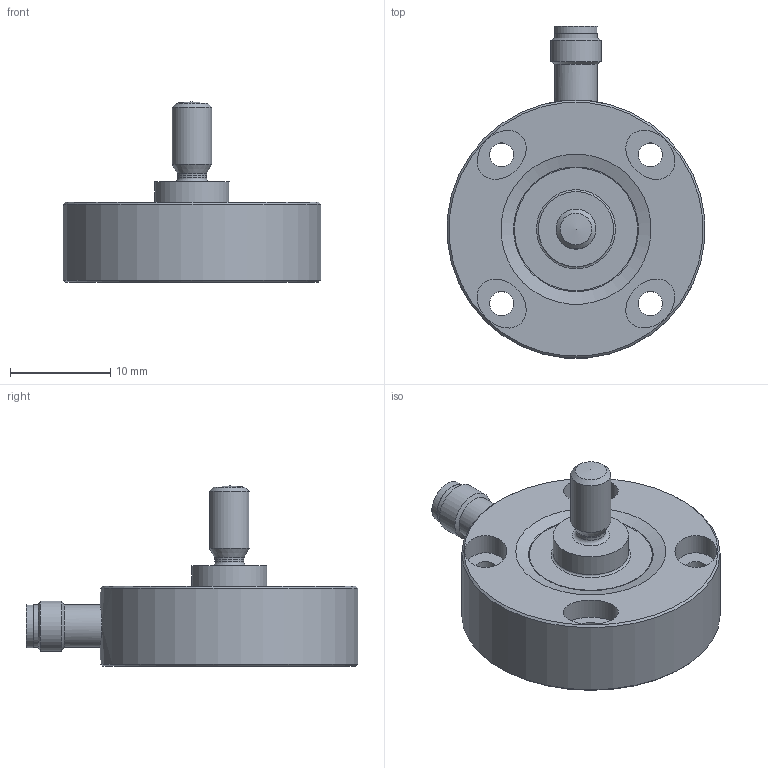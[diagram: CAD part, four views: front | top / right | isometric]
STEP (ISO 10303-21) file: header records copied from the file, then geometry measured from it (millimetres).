
FILE_DESCRIPTION( ( 'Unknown' ), '1' );
FILE_NAME( 'D0001001027-DLM20-SO.xxx.TP3.M4.stp', 'Unknown', ( 'Unknown' ), ( 'Unknown' ), 'PSStep 19.0.9', 'Unknown', ' ' );
FILE_SCHEMA( ( 'AUTOMOTIVE_DESIGN { 1 0 10303 214 1 1 1 1 }' ) );
Length unit declared in the file: millimetre
Products named in the file (1): 11216035
Bounding box: 25.7 x 33.15 x 18 mm (x, y, z)
Volume: 4030 mm3; surface area: 2304.2 mm2
Topology: 1 solids, 2 shells, 66 faces, 150 edges, 91 vertices
Faces by surface type: cylinder 24, plane 16, cone 9, sphere 7, torus 6, extrusion 4
Full cylindrical faces by diameter (mm): 0.45 x4, 2.4 x4, 2.9 x1, 3.2 x1, 3.75 x1, 4 x1, 4.25 x2, 4.3 x1, 5 x1, 7.5 x1, 17 x1, 25.8 x1
Entity records: 2076 total; most frequent: DIRECTION 292, CARTESIAN_POINT 281, ORIENTED_EDGE 168, AXIS2_PLACEMENT_3D 138, EDGE_LOOP 126, FACE_OUTER_BOUND 93, EDGE_CURVE 84, VERTEX_POINT 73
